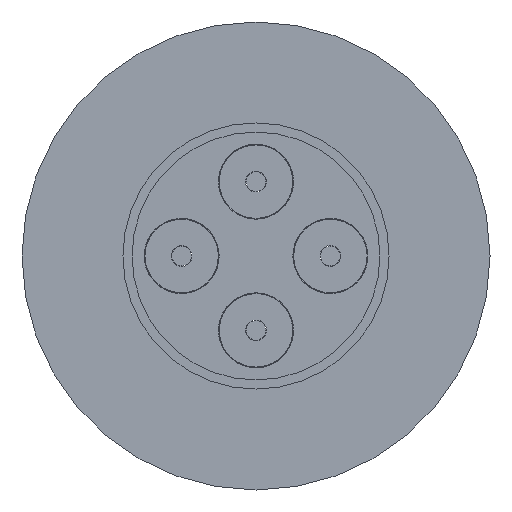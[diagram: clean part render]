
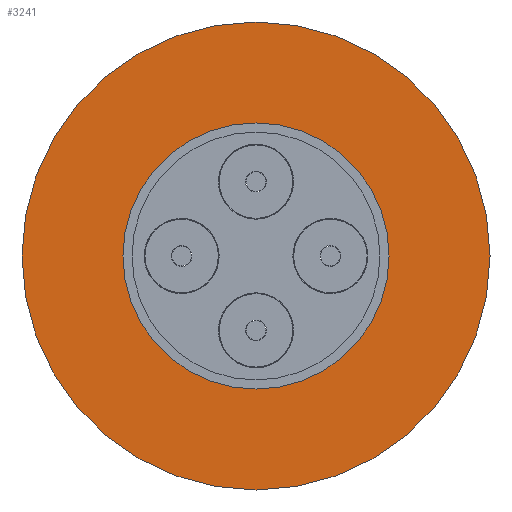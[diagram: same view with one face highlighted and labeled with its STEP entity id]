
A CAD part, front view. The second image highlights one B-rep face of the part: STEP entity #3241.
In plain terms, the highlighted planar face has unit normal (0, 1, 0).
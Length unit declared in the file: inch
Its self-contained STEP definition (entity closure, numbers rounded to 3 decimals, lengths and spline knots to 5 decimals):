
#47 = DIRECTION ( 'NONE',  ( 0., 0., 1. ) ) ;
#87 = CARTESIAN_POINT ( 'NONE',  ( 0., -0.9, 0. ) ) ;
#107 = CIRCLE ( 'NONE', #1926, 0.59 ) ;
#138 = DIRECTION ( 'NONE',  ( 0., 0., -1. ) ) ;
#218 = CARTESIAN_POINT ( 'NONE',  ( 0., -0.9, -0.59 ) ) ;
#331 = VERTEX_POINT ( 'NONE', #2267 ) ;
#365 = DIRECTION ( 'NONE',  ( 0., 0., -1. ) ) ;
#397 = ORIENTED_EDGE ( 'NONE', *, *, #2436, .T. ) ;
#475 = ORIENTED_EDGE ( 'NONE', *, *, #986, .T. ) ;
#494 = DIRECTION ( 'NONE',  ( 0., -1., 0. ) ) ;
#681 = EDGE_CURVE ( 'NONE', #792, #3084, #2152, .T. ) ;
#792 = VERTEX_POINT ( 'NONE', #1242 ) ;
#857 = ORIENTED_EDGE ( 'NONE', *, *, #681, .T. ) ;
#877 = CARTESIAN_POINT ( 'NONE',  ( -0.57637, -0.9, 0.12609 ) ) ;
#986 = EDGE_CURVE ( 'NONE', #3084, #792, #1861, .T. ) ;
#1128 = EDGE_CURVE ( 'NONE', #2166, #331, #107, .T. ) ;
#1191 = DIRECTION ( 'NONE',  ( 0., 1., 0. ) ) ;
#1242 = CARTESIAN_POINT ( 'NONE',  ( 0., -0.9, -0.3355 ) ) ;
#1646 = AXIS2_PLACEMENT_3D ( 'NONE', #2818, #1191, #3088 ) ;
#1717 = DIRECTION ( 'NONE',  ( 0., 1., 0. ) ) ;
#1751 = AXIS2_PLACEMENT_3D ( 'NONE', #877, #1717, #47 ) ;
#1815 = DIRECTION ( 'NONE',  ( 0., -1., 0. ) ) ;
#1828 = FACE_BOUND ( 'NONE', #2133, .T. ) ;
#1861 = CIRCLE ( 'NONE', #3076, 0.3355 ) ;
#1921 = ORIENTED_EDGE ( 'NONE', *, *, #1128, .T. ) ;
#1926 = AXIS2_PLACEMENT_3D ( 'NONE', #87, #2037, #365 ) ;
#1955 = CIRCLE ( 'NONE', #1646, 0.59 ) ;
#2037 = DIRECTION ( 'NONE',  ( 0., 1., 0. ) ) ;
#2133 = EDGE_LOOP ( 'NONE', ( #857, #475 ) ) ;
#2152 = CIRCLE ( 'NONE', #2616, 0.3355 ) ;
#2156 = CARTESIAN_POINT ( 'NONE',  ( 0., -0.9, 0. ) ) ;
#2166 = VERTEX_POINT ( 'NONE', #218 ) ;
#2267 = CARTESIAN_POINT ( 'NONE',  ( 0., -0.9, 0.59 ) ) ;
#2419 = DIRECTION ( 'NONE',  ( 0., 0., -1. ) ) ;
#2436 = EDGE_CURVE ( 'NONE', #331, #2166, #1955, .T. ) ;
#2514 = PLANE ( 'NONE',  #1751 ) ;
#2616 = AXIS2_PLACEMENT_3D ( 'NONE', #3430, #1815, #138 ) ;
#2662 = CARTESIAN_POINT ( 'NONE',  ( 0., -0.9, 0.3355 ) ) ;
#2818 = CARTESIAN_POINT ( 'NONE',  ( 0., -0.9, 0. ) ) ;
#3076 = AXIS2_PLACEMENT_3D ( 'NONE', #2156, #494, #2419 ) ;
#3084 = VERTEX_POINT ( 'NONE', #2662 ) ;
#3088 = DIRECTION ( 'NONE',  ( 0., 0., -1. ) ) ;
#3165 = FACE_OUTER_BOUND ( 'NONE', #3350, .T. ) ;
#3241 = ADVANCED_FACE ( 'NONE', ( #1828, #3165 ), #2514, .T. ) ;
#3350 = EDGE_LOOP ( 'NONE', ( #1921, #397 ) ) ;
#3430 = CARTESIAN_POINT ( 'NONE',  ( 0., -0.9, 0. ) ) ;
